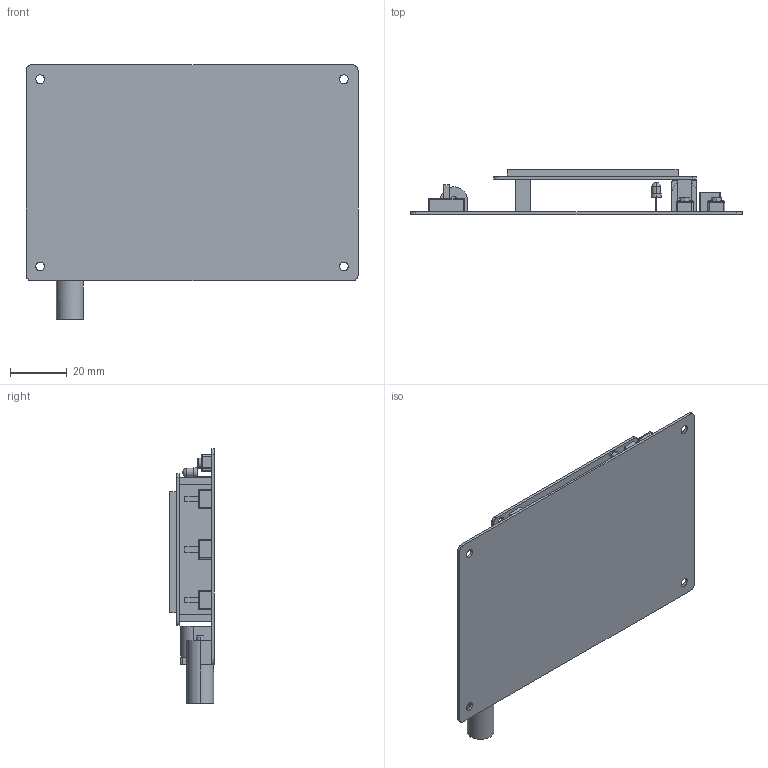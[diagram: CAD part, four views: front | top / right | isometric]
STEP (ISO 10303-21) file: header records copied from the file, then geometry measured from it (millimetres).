
FILE_DESCRIPTION (( 'STEP AP214' ), '1' );
FILE_NAME ('DSO138 Oscilloscope.STEP', '2019-04-15T18:45:07', ( '' ), ( '' ), 'SwSTEP 2.0', 'SolidWorks 2018', '' );
FILE_SCHEMA (( 'AUTOMOTIVE_DESIGN' ));
Length unit declared in the file: millimetre
Products named in the file (1): DSO138 Oscilloscope
Bounding box: 117 x 15.8 x 89.7 mm (x, y, z)
Volume: 25368.4 mm3; surface area: 38730.1 mm2
Topology: 23 solids, 23 shells, 410 faces, 948 edges, 605 vertices
Faces by surface type: plane 225, cylinder 159, sphere 16, torus 10
Entity records: 14720 total; most frequent: DIRECTION 2099, CARTESIAN_POINT 1940, ORIENTED_EDGE 1856, EDGE_CURVE 928, AXIS2_PLACEMENT_3D 760, VERTEX_POINT 601, LINE 579, VECTOR 579
